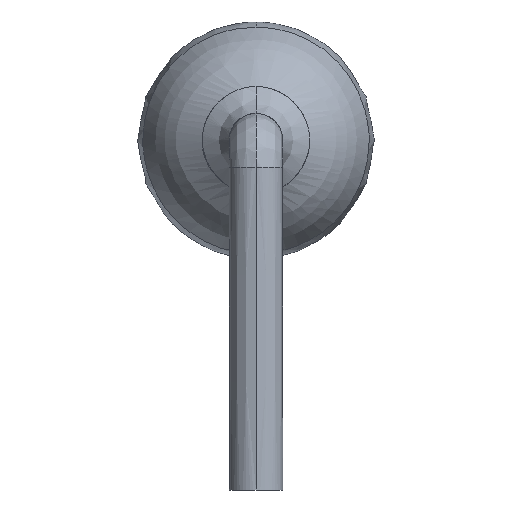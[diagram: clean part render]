
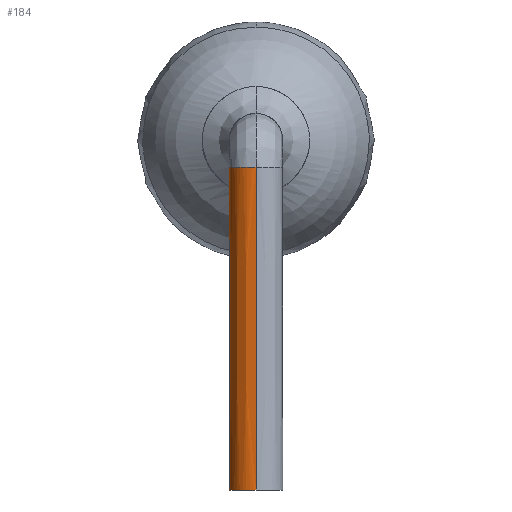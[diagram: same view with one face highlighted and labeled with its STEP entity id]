
A CAD part, left-side view. The second image highlights one B-rep face of the part: STEP entity #184.
In plain terms, the highlighted free-form (B-spline) face has degree [3, 2] with [4, 9] control points.
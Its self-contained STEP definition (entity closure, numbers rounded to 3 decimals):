
#94=(
BOUNDED_CURVE()
B_SPLINE_CURVE(3,(#4397,#4398,#4399,#4400),.UNSPECIFIED.,.F.,.F.)
B_SPLINE_CURVE_WITH_KNOTS((4,4),(0.,3.),.UNSPECIFIED.)
CURVE()
GEOMETRIC_REPRESENTATION_ITEM()
RATIONAL_B_SPLINE_CURVE((1.,1.,1.,1.))
REPRESENTATION_ITEM('')
);
#96=(
BOUNDED_CURVE()
B_SPLINE_CURVE(2,(#4406,#4407,#4408,#4409,#4410),.UNSPECIFIED.,.F.,.F.)
B_SPLINE_CURVE_WITH_KNOTS((3,2,3),(-1.571,-1.178,-0.785),
 .UNSPECIFIED.)
CURVE()
GEOMETRIC_REPRESENTATION_ITEM()
RATIONAL_B_SPLINE_CURVE((1.,0.707,1.,0.707,1.))
REPRESENTATION_ITEM('')
);
#101=(
BOUNDED_CURVE()
B_SPLINE_CURVE(3,(#4426,#4427,#4428,#4429),.UNSPECIFIED.,.F.,.F.)
B_SPLINE_CURVE_WITH_KNOTS((4,4),(0.,3.),.UNSPECIFIED.)
CURVE()
GEOMETRIC_REPRESENTATION_ITEM()
RATIONAL_B_SPLINE_CURVE((1.,1.,1.,1.))
REPRESENTATION_ITEM('')
);
#102=(
BOUNDED_CURVE()
B_SPLINE_CURVE(2,(#4430,#4431,#4432,#4433,#4434),.UNSPECIFIED.,.F.,.F.)
B_SPLINE_CURVE_WITH_KNOTS((3,2,3),(0.785,1.178,1.571),
 .UNSPECIFIED.)
CURVE()
GEOMETRIC_REPRESENTATION_ITEM()
RATIONAL_B_SPLINE_CURVE((1.,0.707,1.,0.707,1.))
REPRESENTATION_ITEM('')
);
#184=ADVANCED_FACE('',(#231),#834,.T.);
#231=FACE_OUTER_BOUND('',#278,.T.);
#278=EDGE_LOOP('',(#446,#447,#448,#449));
#446=ORIENTED_EDGE('',*,*,#629,.T.);
#447=ORIENTED_EDGE('',*,*,#630,.T.);
#448=ORIENTED_EDGE('',*,*,#622,.F.);
#449=ORIENTED_EDGE('',*,*,#624,.T.);
#622=EDGE_CURVE('',#789,#790,#94,.T.);
#624=EDGE_CURVE('',#789,#793,#96,.T.);
#629=EDGE_CURVE('',#793,#794,#101,.T.);
#630=EDGE_CURVE('',#794,#790,#102,.T.);
#789=VERTEX_POINT('',#4389);
#790=VERTEX_POINT('',#4390);
#793=VERTEX_POINT('',#4393);
#794=VERTEX_POINT('',#4394);
#834=(
BOUNDED_SURFACE()
B_SPLINE_SURFACE(3,2,((#4153,#4154,#4155,#4156,#4157,#4158,#4159,#4160,#4161),
(#4162,#4163,#4164,#4165,#4166,#4167,#4168,#4169,#4170),(#4171,#4172,#4173,
#4174,#4175,#4176,#4177,#4178,#4179),(#4180,#4181,#4182,#4183,#4184,#4185,
#4186,#4187,#4188)),.UNSPECIFIED.,.F.,.F.,.F.)
B_SPLINE_SURFACE_WITH_KNOTS((4,4),(3,2,2,2,3),(0.,3.),(0.,0.393,
0.785,1.178,1.571),.UNSPECIFIED.)
GEOMETRIC_REPRESENTATION_ITEM()
RATIONAL_B_SPLINE_SURFACE(((1.,0.707,1.,0.707,1.,
0.707,1.,0.707,1.),(1.,0.707,1.,0.707,
1.,0.707,1.,0.707,1.),(1.,0.707,1.,0.707,
1.,0.707,1.,0.707,1.),(1.,0.707,1.,0.707,
1.,0.707,1.,0.707,1.)))
REPRESENTATION_ITEM('')
SURFACE()
);
#4153=CARTESIAN_POINT('',(0.,0.,-2.));
#4154=CARTESIAN_POINT('',(0.,-0.25,-2.));
#4155=CARTESIAN_POINT('',(-0.25,-0.25,-2.));
#4156=CARTESIAN_POINT('',(-0.5,-0.25,-2.));
#4157=CARTESIAN_POINT('',(-0.5,0.,-2.));
#4158=CARTESIAN_POINT('',(-0.5,0.25,-2.));
#4159=CARTESIAN_POINT('',(-0.25,0.25,-2.));
#4160=CARTESIAN_POINT('',(0.,0.25,-2.));
#4161=CARTESIAN_POINT('',(0.,0.,-2.));
#4162=CARTESIAN_POINT('',(0.,0.,-1.));
#4163=CARTESIAN_POINT('',(0.,-0.25,-1.));
#4164=CARTESIAN_POINT('',(-0.25,-0.25,-1.));
#4165=CARTESIAN_POINT('',(-0.5,-0.25,-1.));
#4166=CARTESIAN_POINT('',(-0.5,0.,-1.));
#4167=CARTESIAN_POINT('',(-0.5,0.25,-1.));
#4168=CARTESIAN_POINT('',(-0.25,0.25,-1.));
#4169=CARTESIAN_POINT('',(0.,0.25,-1.));
#4170=CARTESIAN_POINT('',(0.,0.,-1.));
#4171=CARTESIAN_POINT('',(0.,0.,0.));
#4172=CARTESIAN_POINT('',(0.,-0.25,0.));
#4173=CARTESIAN_POINT('',(-0.25,-0.25,0.));
#4174=CARTESIAN_POINT('',(-0.5,-0.25,0.));
#4175=CARTESIAN_POINT('',(-0.5,0.,0.));
#4176=CARTESIAN_POINT('',(-0.5,0.25,0.));
#4177=CARTESIAN_POINT('',(-0.25,0.25,0.));
#4178=CARTESIAN_POINT('',(0.,0.25,0.));
#4179=CARTESIAN_POINT('',(0.,0.,0.));
#4180=CARTESIAN_POINT('',(0.,0.,1.));
#4181=CARTESIAN_POINT('',(0.,-0.25,1.));
#4182=CARTESIAN_POINT('',(-0.25,-0.25,1.));
#4183=CARTESIAN_POINT('',(-0.5,-0.25,1.));
#4184=CARTESIAN_POINT('',(-0.5,0.,1.));
#4185=CARTESIAN_POINT('',(-0.5,0.25,1.));
#4186=CARTESIAN_POINT('',(-0.25,0.25,1.));
#4187=CARTESIAN_POINT('',(0.,0.25,1.));
#4188=CARTESIAN_POINT('',(0.,0.,1.));
#4389=CARTESIAN_POINT('',(0.,0.,-2.));
#4390=CARTESIAN_POINT('',(0.,0.,1.));
#4393=CARTESIAN_POINT('',(-0.5,0.,-2.));
#4394=CARTESIAN_POINT('',(-0.5,0.,1.));
#4397=CARTESIAN_POINT('',(0.,0.,-2.));
#4398=CARTESIAN_POINT('',(0.,0.,-1.));
#4399=CARTESIAN_POINT('',(0.,0.,0.));
#4400=CARTESIAN_POINT('',(0.,0.,1.));
#4406=CARTESIAN_POINT('',(0.,0.,-2.));
#4407=CARTESIAN_POINT('',(0.,0.25,-2.));
#4408=CARTESIAN_POINT('',(-0.25,0.25,-2.));
#4409=CARTESIAN_POINT('',(-0.5,0.25,-2.));
#4410=CARTESIAN_POINT('',(-0.5,0.,-2.));
#4426=CARTESIAN_POINT('',(-0.5,0.,-2.));
#4427=CARTESIAN_POINT('',(-0.5,0.,-1.));
#4428=CARTESIAN_POINT('',(-0.5,0.,0.));
#4429=CARTESIAN_POINT('',(-0.5,0.,1.));
#4430=CARTESIAN_POINT('',(-0.5,0.,1.));
#4431=CARTESIAN_POINT('',(-0.5,0.25,1.));
#4432=CARTESIAN_POINT('',(-0.25,0.25,1.));
#4433=CARTESIAN_POINT('',(0.,0.25,1.));
#4434=CARTESIAN_POINT('',(0.,0.,1.));
